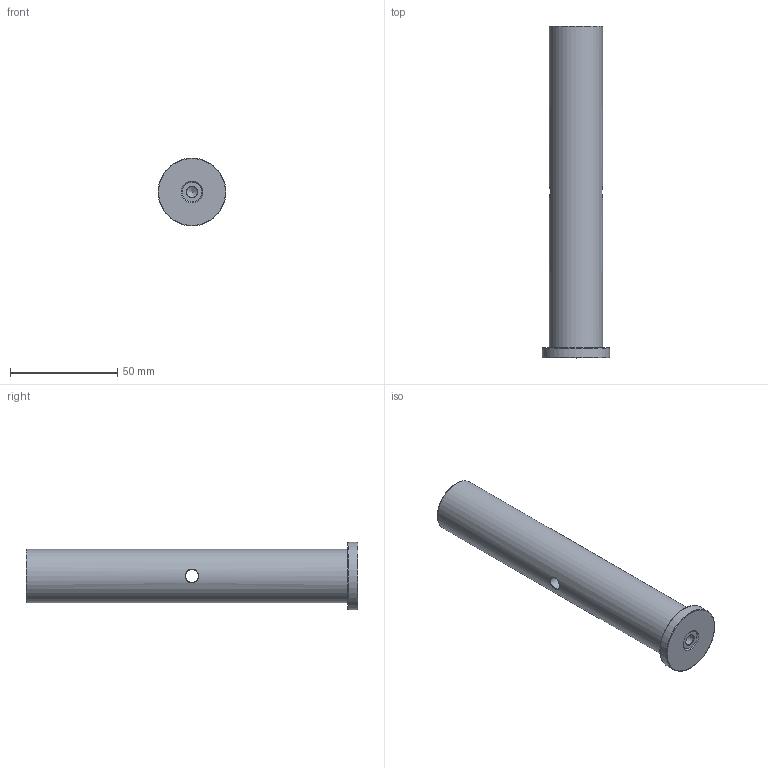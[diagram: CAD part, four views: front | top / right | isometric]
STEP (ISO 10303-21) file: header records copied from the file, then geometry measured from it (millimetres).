
FILE_DESCRIPTION(/* description */ ('STEP AP203'),/* implementation_level */ '2;1');
FILE_NAME(/* name */ 'RS6P_M.stp',/* time_stamp */ '2020-10-12T20:55:28+01:00',/* author */ ('ferrerx'),/* organization */ (''),/* preprocessor_version */ 'ST-DEVELOPER v18',/* originating_system */ 'Autodesk Inventor 2020',/* authorisation */ '');
FILE_SCHEMA (('AUTOMOTIVE_DESIGN { 1 0 10303 214 3 1 1 }'));
Length unit declared in the file: inch
Products named in the file (1): RS6P_M-Step
Bounding box: 31.75 x 155 x 31.75 mm (x, y, z)
Volume: 76287 mm3; surface area: 14550.2 mm2
Topology: 1 solids, 1 shells, 28 faces, 77 edges, 56 vertices
Faces by surface type: cylinder 7, plane 7, cone 6, bspline 4, torus 4
Full cylindrical faces by diameter (mm): 5 x2, 5.969 x1, 7.62 x1, 8.128 x1, 24.994 x1, 31.75 x1
Entity records: 5032 total; most frequent: CARTESIAN_POINT 4246, DIRECTION 163, ORIENTED_EDGE 150, EDGE_CURVE 75, AXIS2_PLACEMENT_3D 73, VERTEX_POINT 56, CIRCLE 48, EDGE_LOOP 37
